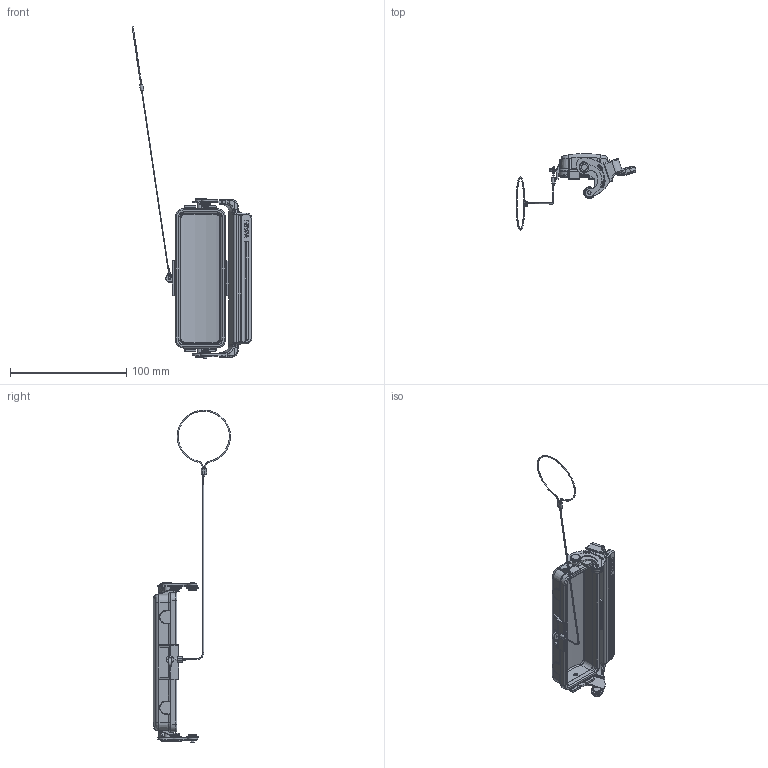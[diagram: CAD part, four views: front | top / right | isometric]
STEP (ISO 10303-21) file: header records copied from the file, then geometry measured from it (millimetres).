
FILE_DESCRIPTION((''),'2;1');
FILE_NAME('H24B-MCV-1L_SC_ASM','2022-05-25T',('yp.zhu'),(''),'PRO/ENGINEER BY PARAMETRIC TECHNOLOGY CORPORATION, 2012480','PRO/ENGINEER BY PARAMETRIC TECHNOLOGY CORPORATION, 2012480','');
FILE_SCHEMA(('CONFIG_CONTROL_DESIGN'));
Length unit declared in the file: millimetre
Products named in the file (22): H24B-MCV-4B_2; 24B-U_1; 24-TIEJIAN_6; 24B-TPR_32; XIAODING_7; GUNLUN_1; WLSC-2_21; MAODING_11; L24B-B-SC_ASM_1_ASM; H24B-MCV-4B_2_ASM_ASM; MANIFOLD_SOLID_BREP_720; MANIFOLD_SOLID_BREP_808; PRT0048_1_1_1_1_ASM; PRT0049_1_1_1_1; PRT0050_1_1_1_1; ASM0001_ASM_1_ASM_1_ASM_1_ASM_1_ASM; SHENGZI_ASM_1_ASM_1_ASM_1_ASM; S_ASM_1_ASM_1_ASM_1_ASM; H24B-CV-4C-1_ASM_1_ASM_1_ASM; H24B-1_ASM_1_ASM; H24B-1_ASM_ASM; H24B-MCV-1L_SC_ASM
Assembly tree (25 placements, depth 9):
  H24B-MCV-1L_SC_ASM
    H24B-MCV-4B_2_ASM_ASM
      H24B-MCV-4B_2
      24B-U_1
      L24B-B-SC_ASM_1_ASM
        24-TIEJIAN_6
        24B-TPR_32
        XIAODING_7  x2
        GUNLUN_1  x2
        WLSC-2_21  x2
        MAODING_11  x2
    H24B-1_ASM_ASM
      H24B-1_ASM_1_ASM
        H24B-CV-4C-1_ASM_1_ASM_1_ASM
          S_ASM_1_ASM_1_ASM_1_ASM
            SHENGZI_ASM_1_ASM_1_ASM_1_ASM
              ASM0001_ASM_1_ASM_1_ASM_1_ASM_1_ASM
                PRT0048_1_1_1_1_ASM
                  MANIFOLD_SOLID_BREP_720
                  MANIFOLD_SOLID_BREP_808
                PRT0049_1_1_1_1
                PRT0050_1_1_1_1
Bounding box: 103.29 x 66.33 x 285.88 mm (x, y, z)
Volume: 48949 mm3; surface area: 55111 mm2
Topology: 16 solids, 25 shells, 1492 faces, 4011 edges, 2623 vertices
Faces by surface type: plane 569, cylinder 406, extrusion 250, torus 123, bspline 94, cone 36, sphere 14
Entity records: 52638 total; most frequent: CARTESIAN_POINT 17213, ORIENTED_EDGE 7664, DIRECTION 6540, EDGE_CURVE 3859, VERTEX_POINT 2530, VECTOR 2252, AXIS2_PLACEMENT_3D 2144, LINE 2002
